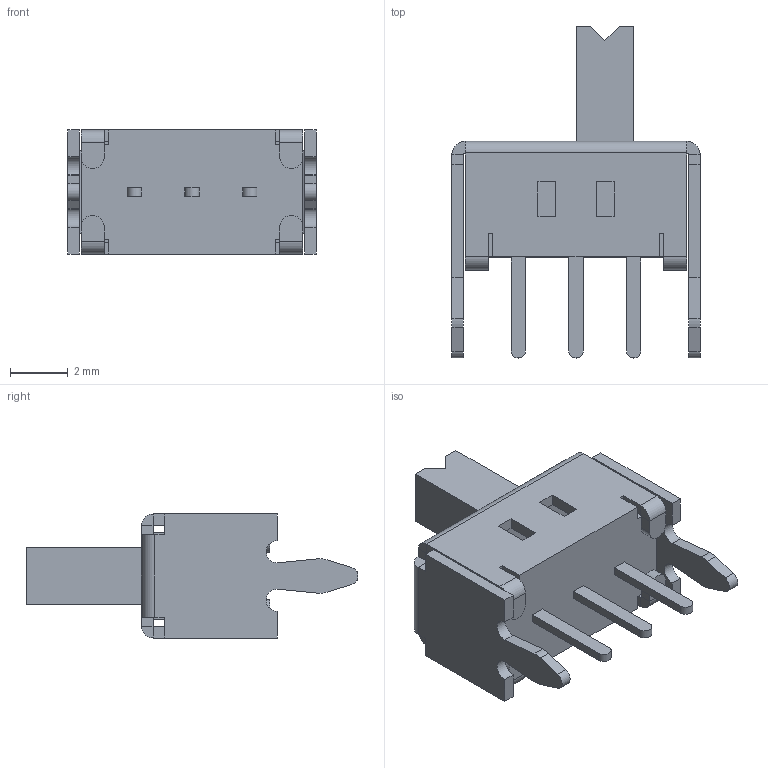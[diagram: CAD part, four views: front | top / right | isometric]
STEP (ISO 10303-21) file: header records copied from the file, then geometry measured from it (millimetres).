
FILE_DESCRIPTION((''),'2;1');
FILE_NAME('OS-102011MS2QN1_SW0001_PRT','2015-04-06T',('jtrepler'),(''),'PRO/ENGINEER BY PARAMETRIC TECHNOLOGY CORPORATION, 2011410','PRO/ENGINEER BY PARAMETRIC TECHNOLOGY CORPORATION, 2011410','');
FILE_SCHEMA(('AUTOMOTIVE_DESIGN_CC2 { 1 2 10303 214 -1 1 5 2 }'));
Length unit declared in the file: inch
Products named in the file (1): OS-102011MS2QN1_SW0001_PRT
Bounding box: 8.6 x 11.5 x 4.3 mm (x, y, z)
Volume: 97.6 mm3; surface area: 417.5 mm2
Topology: 1 solids, 1 shells, 222 faces, 573 edges, 358 vertices
Faces by surface type: plane 169, cylinder 31, extrusion 22
Entity records: 6886 total; most frequent: CARTESIAN_POINT 1485, ORIENTED_EDGE 1146, DIRECTION 1013, EDGE_CURVE 573, VECTOR 489, LINE 467, VERTEX_POINT 358, AXIS2_PLACEMENT_3D 262
